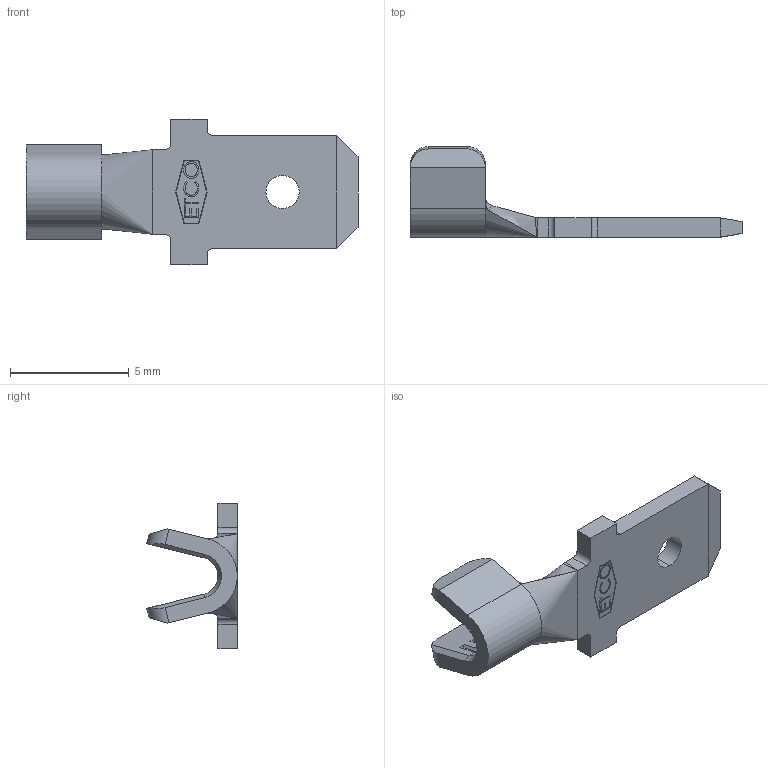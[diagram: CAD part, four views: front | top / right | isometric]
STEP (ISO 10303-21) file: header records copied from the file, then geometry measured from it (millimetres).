
FILE_DESCRIPTION (( 'STEP AP203' ), '1' );
FILE_NAME ('07934.STEP', '2015-01-29T13:16:52', ( '' ), ( '' ), 'SwSTEP 2.0', 'SolidWorks 2014', '' );
FILE_SCHEMA (( 'CONFIG_CONTROL_DESIGN' ));
Length unit declared in the file: inch
Products named in the file (1): 07934
Bounding box: 13.97 x 3.81 x 6.12 mm (x, y, z)
Volume: 56.6 mm3; surface area: 184.3 mm2
Topology: 1 solids, 1 shells, 157 faces, 404 edges, 254 vertices
Faces by surface type: plane 103, bspline 25, cylinder 20, cone 9
Entity records: 6096 total; most frequent: CARTESIAN_POINT 2401, ORIENTED_EDGE 804, DIRECTION 645, EDGE_CURVE 402, LINE 297, VECTOR 297, VERTEX_POINT 254, AXIS2_PLACEMENT_3D 174
